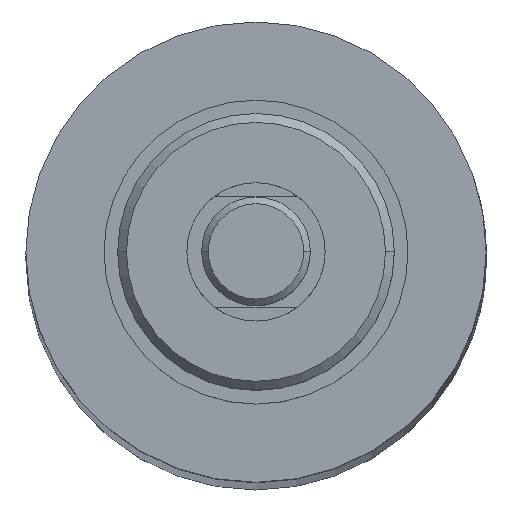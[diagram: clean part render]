
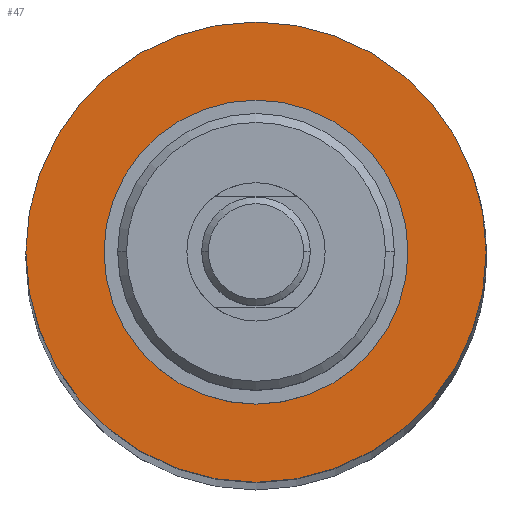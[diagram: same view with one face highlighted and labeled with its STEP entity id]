
A CAD part, top view. The second image highlights one B-rep face of the part: STEP entity #47.
In plain terms, the highlighted planar face has unit normal (0, 0, 1).
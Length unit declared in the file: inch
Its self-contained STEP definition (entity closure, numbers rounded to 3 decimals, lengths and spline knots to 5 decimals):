
#5 = DIRECTION ( 'NONE',  ( 1., 0., 0. ) ) ;
#12 = CARTESIAN_POINT ( 'NONE',  ( 0., 0., 0.92 ) ) ;
#20 = EDGE_CURVE ( 'NONE', #471, #29, #876, .T. ) ;
#29 = VERTEX_POINT ( 'NONE', #1530 ) ;
#47 = ADVANCED_FACE ( 'NONE', ( #2115, #941 ), #1757, .T. ) ;
#173 = CIRCLE ( 'NONE', #455, 1.04 ) ;
#203 = VERTEX_POINT ( 'NONE', #2073 ) ;
#307 = CARTESIAN_POINT ( 'NONE',  ( 0., 0., 0.92 ) ) ;
#369 = VERTEX_POINT ( 'NONE', #1820 ) ;
#455 = AXIS2_PLACEMENT_3D ( 'NONE', #307, #1817, #527 ) ;
#471 = VERTEX_POINT ( 'NONE', #2513 ) ;
#527 = DIRECTION ( 'NONE',  ( 1., 0., 0. ) ) ;
#670 = DIRECTION ( 'NONE',  ( 0., 0., 1. ) ) ;
#679 = DIRECTION ( 'NONE',  ( 1., 0., 0. ) ) ;
#708 = EDGE_CURVE ( 'NONE', #203, #369, #173, .T. ) ;
#755 = ORIENTED_EDGE ( 'NONE', *, *, #708, .T. ) ;
#876 = CIRCLE ( 'NONE', #1313, 0.68675 ) ;
#941 = FACE_BOUND ( 'NONE', #2673, .T. ) ;
#994 = EDGE_CURVE ( 'NONE', #369, #203, #1769, .T. ) ;
#1028 = DIRECTION ( 'NONE',  ( 0., 0., 1. ) ) ;
#1299 = ORIENTED_EDGE ( 'NONE', *, *, #2088, .F. ) ;
#1312 = DIRECTION ( 'NONE',  ( 0., 0., 1. ) ) ;
#1313 = AXIS2_PLACEMENT_3D ( 'NONE', #1975, #670, #2207 ) ;
#1408 = AXIS2_PLACEMENT_3D ( 'NONE', #2353, #1028, #2593 ) ;
#1530 = CARTESIAN_POINT ( 'NONE',  ( -0.68675, 0., 0.92 ) ) ;
#1549 = EDGE_LOOP ( 'NONE', ( #1744, #755 ) ) ;
#1744 = ORIENTED_EDGE ( 'NONE', *, *, #994, .T. ) ;
#1749 = CIRCLE ( 'NONE', #1408, 0.68675 ) ;
#1757 = PLANE ( 'NONE',  #1906 ) ;
#1769 = CIRCLE ( 'NONE', #2145, 1.04 ) ;
#1817 = DIRECTION ( 'NONE',  ( 0., 0., 1. ) ) ;
#1820 = CARTESIAN_POINT ( 'NONE',  ( -1.04, 0., 0.92 ) ) ;
#1906 = AXIS2_PLACEMENT_3D ( 'NONE', #12, #1986, #679 ) ;
#1975 = CARTESIAN_POINT ( 'NONE',  ( 0., 0., 0.92 ) ) ;
#1986 = DIRECTION ( 'NONE',  ( 0., 0., 1. ) ) ;
#2073 = CARTESIAN_POINT ( 'NONE',  ( 1.04, 0., 0.92 ) ) ;
#2088 = EDGE_CURVE ( 'NONE', #29, #471, #1749, .T. ) ;
#2115 = FACE_OUTER_BOUND ( 'NONE', #1549, .T. ) ;
#2145 = AXIS2_PLACEMENT_3D ( 'NONE', #2668, #1312, #5 ) ;
#2207 = DIRECTION ( 'NONE',  ( 1., 0., 0. ) ) ;
#2353 = CARTESIAN_POINT ( 'NONE',  ( 0., 0., 0.92 ) ) ;
#2513 = CARTESIAN_POINT ( 'NONE',  ( 0.68675, 0., 0.92 ) ) ;
#2593 = DIRECTION ( 'NONE',  ( 1., 0., 0. ) ) ;
#2668 = CARTESIAN_POINT ( 'NONE',  ( 0., 0., 0.92 ) ) ;
#2673 = EDGE_LOOP ( 'NONE', ( #1299, #2867 ) ) ;
#2867 = ORIENTED_EDGE ( 'NONE', *, *, #20, .F. ) ;
